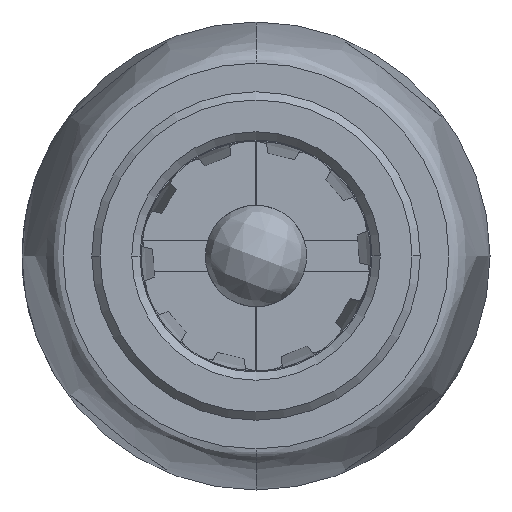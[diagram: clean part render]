
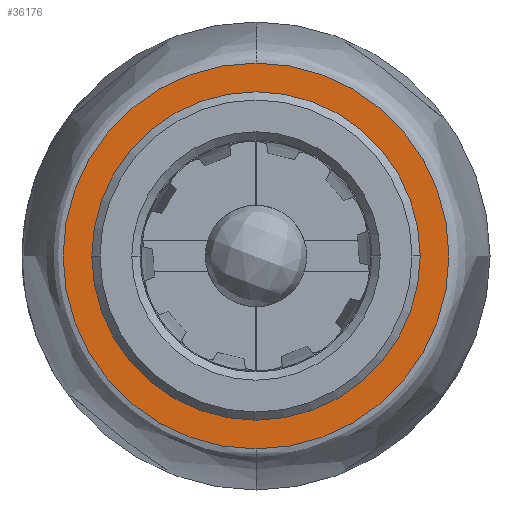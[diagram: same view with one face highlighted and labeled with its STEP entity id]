
A CAD part, left-side view. The second image highlights one B-rep face of the part: STEP entity #36176.
In plain terms, the highlighted face is planar.
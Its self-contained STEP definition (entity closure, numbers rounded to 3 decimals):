
#851 = EDGE_LOOP ( 'NONE', ( #24783, #11577 ) ) ;
#1513 = VERTEX_POINT ( 'NONE', #19300 ) ;
#2923 = CARTESIAN_POINT ( 'NONE',  ( 0., 0., 0. ) ) ;
#3861 = DIRECTION ( 'NONE',  ( 1., 0., 0. ) ) ;
#6031 = DIRECTION ( 'NONE',  ( 0., 0., -1. ) ) ;
#6495 = VERTEX_POINT ( 'NONE', #16412 ) ;
#7505 = AXIS2_PLACEMENT_3D ( 'NONE', #22185, #3861, #25286 ) ;
#7663 = CIRCLE ( 'NONE', #35769, 4.7 ) ;
#8471 = VERTEX_POINT ( 'NONE', #21840 ) ;
#8517 = ORIENTED_EDGE ( 'NONE', *, *, #17804, .F. ) ;
#9730 = EDGE_CURVE ( 'NONE', #38102, #8471, #19368, .T. ) ;
#10264 = CIRCLE ( 'NONE', #38334, 4. ) ;
#10714 = CARTESIAN_POINT ( 'NONE',  ( 0., 0., 0. ) ) ;
#11405 = CARTESIAN_POINT ( 'NONE',  ( 0., 0., 0. ) ) ;
#11577 = ORIENTED_EDGE ( 'NONE', *, *, #33360, .F. ) ;
#12961 = ORIENTED_EDGE ( 'NONE', *, *, #9730, .F. ) ;
#13563 = EDGE_CURVE ( 'NONE', #6495, #1513, #26662, .T. ) ;
#13821 = DIRECTION ( 'NONE',  ( 0., 0., 1. ) ) ;
#14506 = PLANE ( 'NONE',  #15934 ) ;
#14732 = EDGE_LOOP ( 'NONE', ( #8517, #12961 ) ) ;
#15934 = AXIS2_PLACEMENT_3D ( 'NONE', #11405, #17535, #39205 ) ;
#16412 = CARTESIAN_POINT ( 'NONE',  ( 0., 0., -4. ) ) ;
#17535 = DIRECTION ( 'NONE',  ( -1., 0., 0. ) ) ;
#17804 = EDGE_CURVE ( 'NONE', #8471, #38102, #7663, .T. ) ;
#18082 = DIRECTION ( 'NONE',  ( -1., 0., 0. ) ) ;
#19300 = CARTESIAN_POINT ( 'NONE',  ( 0., 0., 4. ) ) ;
#19368 = CIRCLE ( 'NONE', #27883, 4.7 ) ;
#21795 = CARTESIAN_POINT ( 'NONE',  ( 0., -4.7, 0. ) ) ;
#21840 = CARTESIAN_POINT ( 'NONE',  ( 0., 4.7, 0. ) ) ;
#22185 = CARTESIAN_POINT ( 'NONE',  ( 0., 0., 0. ) ) ;
#23493 = FACE_BOUND ( 'NONE', #851, .T. ) ;
#24367 = DIRECTION ( 'NONE',  ( 1., 0., 0. ) ) ;
#24783 = ORIENTED_EDGE ( 'NONE', *, *, #13563, .F. ) ;
#25286 = DIRECTION ( 'NONE',  ( 0., 0., -1. ) ) ;
#26662 = CIRCLE ( 'NONE', #7505, 4. ) ;
#27883 = AXIS2_PLACEMENT_3D ( 'NONE', #36663, #18082, #39779 ) ;
#32285 = DIRECTION ( 'NONE',  ( -1., 0., 0. ) ) ;
#33360 = EDGE_CURVE ( 'NONE', #1513, #6495, #10264, .T. ) ;
#35769 = AXIS2_PLACEMENT_3D ( 'NONE', #10714, #32285, #13821 ) ;
#36176 = ADVANCED_FACE ( 'NONE', ( #23493, #39034 ), #14506, .F. ) ;
#36663 = CARTESIAN_POINT ( 'NONE',  ( 0., 0., 0. ) ) ;
#38102 = VERTEX_POINT ( 'NONE', #21795 ) ;
#38334 = AXIS2_PLACEMENT_3D ( 'NONE', #2923, #24367, #6031 ) ;
#39034 = FACE_OUTER_BOUND ( 'NONE', #14732, .T. ) ;
#39205 = DIRECTION ( 'NONE',  ( 0., 0., 1. ) ) ;
#39779 = DIRECTION ( 'NONE',  ( 0., 0., 1. ) ) ;
